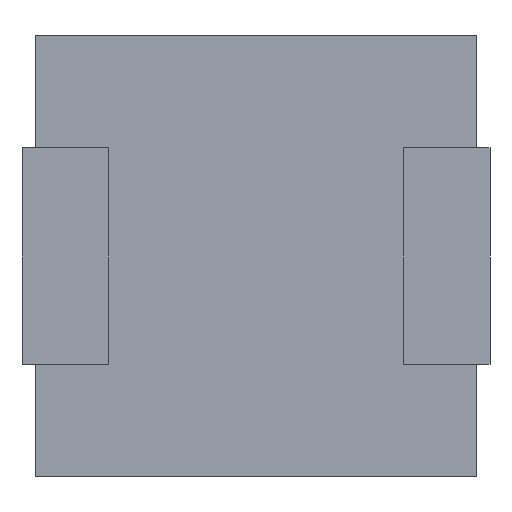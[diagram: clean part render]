
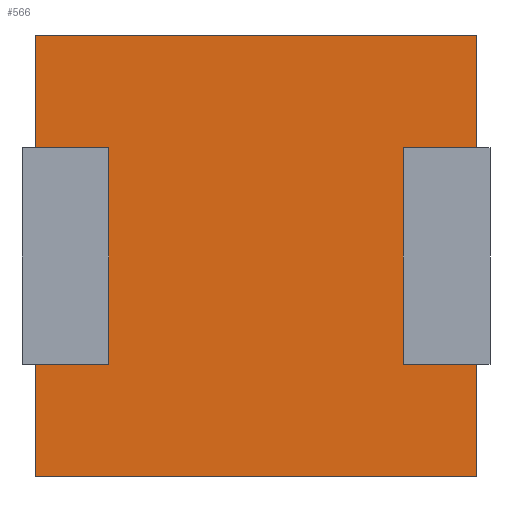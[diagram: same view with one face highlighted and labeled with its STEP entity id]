
A CAD part, front view. The second image highlights one B-rep face of the part: STEP entity #566.
In plain terms, the highlighted planar face has unit normal (0, -1, 0).
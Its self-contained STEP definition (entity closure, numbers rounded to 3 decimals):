
#24 = AXIS2_PLACEMENT_3D ( 'NONE', #711, #661, #719 ) ;
#60 = LINE ( 'NONE', #609, #128 ) ;
#72 = EDGE_CURVE ( 'NONE', #292, #444, #627, .T. ) ;
#76 = DIRECTION ( 'NONE',  ( -1., 0., 0. ) ) ;
#114 = CARTESIAN_POINT ( 'NONE',  ( -2.59, 0.1, 2.59 ) ) ;
#126 = CARTESIAN_POINT ( 'NONE',  ( 2.59, 0.1, 2.59 ) ) ;
#128 = VECTOR ( 'NONE', #368, 1000. ) ;
#142 = CARTESIAN_POINT ( 'NONE',  ( -2.59, 0.1, -2.59 ) ) ;
#158 = ORIENTED_EDGE ( 'NONE', *, *, #241, .F. ) ;
#174 = LINE ( 'NONE', #780, #178 ) ;
#178 = VECTOR ( 'NONE', #662, 1000. ) ;
#189 = EDGE_CURVE ( 'NONE', #444, #448, #583, .T. ) ;
#208 = DIRECTION ( 'NONE',  ( 0., 0., 1. ) ) ;
#241 = EDGE_CURVE ( 'NONE', #448, #280, #174, .T. ) ;
#246 = VECTOR ( 'NONE', #208, 1000. ) ;
#264 = ORIENTED_EDGE ( 'NONE', *, *, #493, .F. ) ;
#280 = VERTEX_POINT ( 'NONE', #126 ) ;
#292 = VERTEX_POINT ( 'NONE', #593 ) ;
#368 = DIRECTION ( 'NONE',  ( 0., 0., -1. ) ) ;
#392 = EDGE_LOOP ( 'NONE', ( #264, #158, #580, #470 ) ) ;
#401 = CARTESIAN_POINT ( 'NONE',  ( -2.59, 0.1, 2.59 ) ) ;
#444 = VERTEX_POINT ( 'NONE', #601 ) ;
#448 = VERTEX_POINT ( 'NONE', #114 ) ;
#470 = ORIENTED_EDGE ( 'NONE', *, *, #72, .F. ) ;
#477 = FACE_OUTER_BOUND ( 'NONE', #392, .T. ) ;
#493 = EDGE_CURVE ( 'NONE', #280, #292, #60, .T. ) ;
#566 = ADVANCED_FACE ( 'NONE', ( #477 ), #787, .T. ) ;
#580 = ORIENTED_EDGE ( 'NONE', *, *, #189, .F. ) ;
#583 = LINE ( 'NONE', #401, #246 ) ;
#593 = CARTESIAN_POINT ( 'NONE',  ( 2.59, 0.1, -2.59 ) ) ;
#601 = CARTESIAN_POINT ( 'NONE',  ( -2.59, 0.1, -2.59 ) ) ;
#609 = CARTESIAN_POINT ( 'NONE',  ( 2.59, 0.1, 2.59 ) ) ;
#627 = LINE ( 'NONE', #142, #679 ) ;
#661 = DIRECTION ( 'NONE',  ( 0., -1., 0. ) ) ;
#662 = DIRECTION ( 'NONE',  ( 1., 0., 0. ) ) ;
#679 = VECTOR ( 'NONE', #76, 1000. ) ;
#711 = CARTESIAN_POINT ( 'NONE',  ( 2.59, 0.1, -2.59 ) ) ;
#719 = DIRECTION ( 'NONE',  ( 0., 0., -1. ) ) ;
#780 = CARTESIAN_POINT ( 'NONE',  ( -2.59, 0.1, 2.59 ) ) ;
#787 = PLANE ( 'NONE',  #24 ) ;
